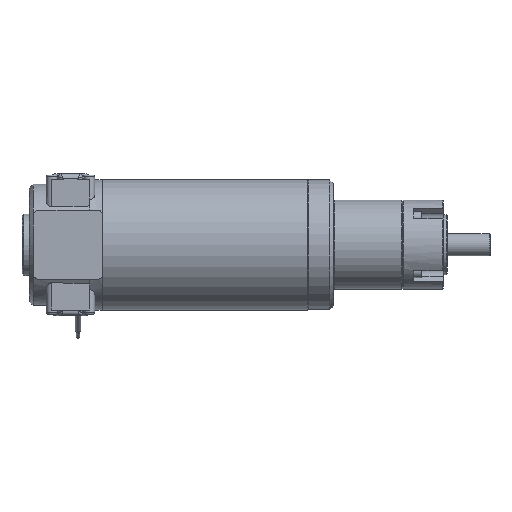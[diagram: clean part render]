
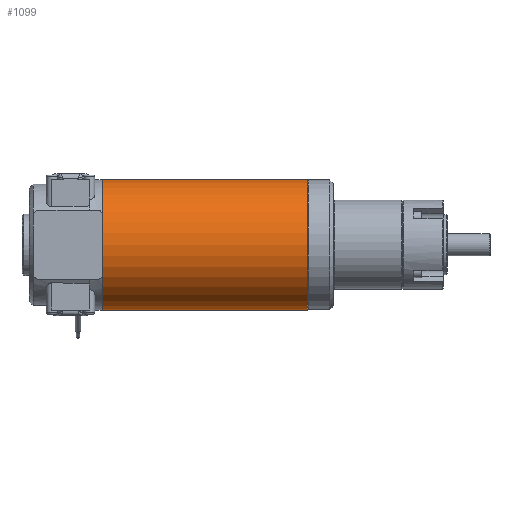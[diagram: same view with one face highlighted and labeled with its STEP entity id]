
A CAD part, front view. The second image highlights one B-rep face of the part: STEP entity #1099.
In plain terms, the highlighted cylindrical face has radius 35 mm (diameter 70 mm), a full revolution.
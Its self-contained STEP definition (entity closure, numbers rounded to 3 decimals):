
#1099 = ADVANCED_FACE ( 'Defeature ausgef�hrt1_5', ( #6645, #6625 ), #6607, .T. ) ;
#1445 = ORIENTED_EDGE ( 'NONE', *, *, #16257, .F. ) ;
#1942 = VERTEX_POINT ( 'NONE', #7426 ) ;
#2602 = EDGE_LOOP ( 'NONE', ( #13632 ) ) ;
#2679 = DIRECTION ( 'NONE',  ( -1., 0., 0. ) ) ;
#3142 = VERTEX_POINT ( 'NONE', #8545 ) ;
#3470 = CARTESIAN_POINT ( 'NONE',  ( 108., 0., 0. ) ) ;
#6474 = EDGE_LOOP ( 'NONE', ( #1445 ) ) ;
#6544 = DIRECTION ( 'NONE',  ( 0., 0., -1. ) ) ;
#6566 = DIRECTION ( 'NONE',  ( -1., 0., 0. ) ) ;
#6589 = CARTESIAN_POINT ( 'NONE',  ( 108., 0., 0. ) ) ;
#6607 = CYLINDRICAL_SURFACE ( 'NONE', #8376, 35. ) ;
#6625 = FACE_OUTER_BOUND ( 'NONE', #2602, .T. ) ;
#6645 = FACE_OUTER_BOUND ( 'NONE', #6474, .T. ) ;
#7426 = CARTESIAN_POINT ( 'NONE',  ( 108., 0., 35. ) ) ;
#8134 = DIRECTION ( 'NONE',  ( 0., 0., 1. ) ) ;
#8277 = CIRCLE ( 'NONE', #15201, 35. ) ;
#8376 = AXIS2_PLACEMENT_3D ( 'NONE', #6589, #6566, #6544 ) ;
#8545 = CARTESIAN_POINT ( 'NONE',  ( -1.999, 0., 35. ) ) ;
#8834 = DIRECTION ( 'NONE',  ( 1., 0., 0. ) ) ;
#13632 = ORIENTED_EDGE ( 'NONE', *, *, #15169, .F. ) ;
#13740 = DIRECTION ( 'NONE',  ( 0., 0., 1. ) ) ;
#14239 = CARTESIAN_POINT ( 'NONE',  ( -1.999, 0., 0. ) ) ;
#15169 = EDGE_CURVE ( 'NONE', #3142, #3142, #16097, .T. ) ;
#15201 = AXIS2_PLACEMENT_3D ( 'NONE', #3470, #8834, #13740 ) ;
#15840 = AXIS2_PLACEMENT_3D ( 'NONE', #14239, #2679, #8134 ) ;
#16097 = CIRCLE ( 'NONE', #15840, 35. ) ;
#16257 = EDGE_CURVE ( 'NONE', #1942, #1942, #8277, .T. ) ;
